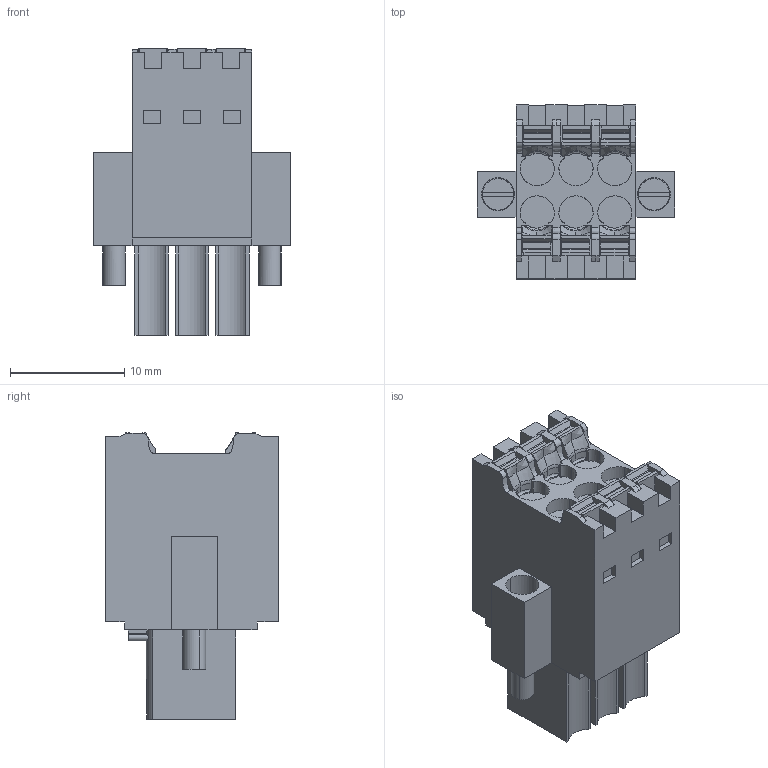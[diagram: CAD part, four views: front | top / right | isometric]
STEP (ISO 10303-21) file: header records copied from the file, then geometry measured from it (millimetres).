
FILE_DESCRIPTION(('CATIA V5 STEP','CAx-IF Rec.Pracs.--- Model Styling and Organization---1.4--- 2014-01-23'),'2;1');
FILE_NAME ('D1450454_1', '2023-08-22T06:45:32+00:00', ('none'), ('Weidmueller'), 'CATIA Version 5-6 Release 2016 SP3 HF44', 'CATIA V5 STEP AP214', 'none');
FILE_SCHEMA(('AUTOMOTIVE_DESIGN { 1 0 10303 214 1 1 1 1 }'));
Length unit declared in the file: millimetre
Products named in the file (1): 1277670000
Bounding box: 17.25 x 15.2 x 25.05 mm (x, y, z)
Volume: 3120.2 mm3; surface area: 2649.3 mm2
Topology: 9 solids, 9 shells, 479 faces, 1351 edges, 909 vertices
Faces by surface type: plane 315, cylinder 72, torus 35, extrusion 33, cone 12, bspline 12
Entity records: 16624 total; most frequent: CARTESIAN_POINT 5015, ORIENTED_EDGE 2702, DIRECTION 1840, EDGE_CURVE 1351, VECTOR 968, LINE 935, VERTEX_POINT 909, AXIS2_PLACEMENT_3D 516
